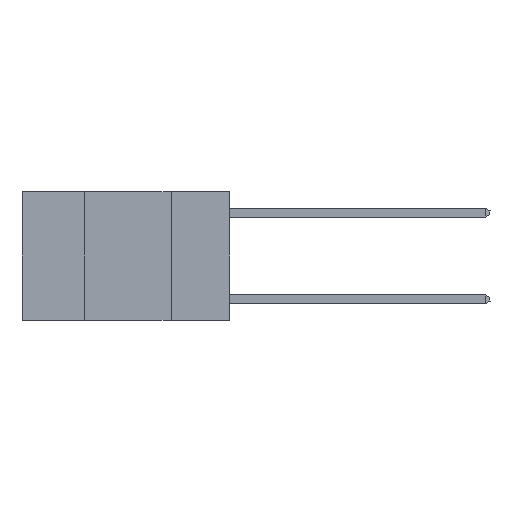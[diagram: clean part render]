
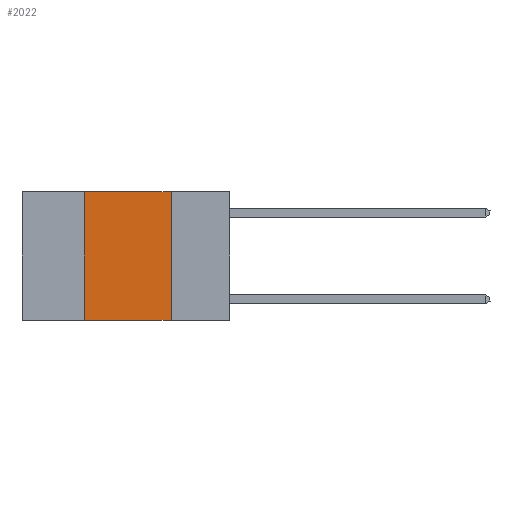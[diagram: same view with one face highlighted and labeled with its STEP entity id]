
A CAD part, left-side view. The second image highlights one B-rep face of the part: STEP entity #2022.
In plain terms, the highlighted planar face has unit normal (-1, 0, 0).
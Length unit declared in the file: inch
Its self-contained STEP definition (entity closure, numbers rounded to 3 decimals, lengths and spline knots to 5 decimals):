
#1801 = DIRECTION ( 'NONE',  ( 0., 0., 1. ) ) ;
#1816 = VERTEX_POINT ( 'NONE', #5104 ) ;
#2022 = ADVANCED_FACE ( 'NONE', ( #9007 ), #7894, .F. ) ;
#2202 = DIRECTION ( 'NONE',  ( 1., 0., 0. ) ) ;
#2807 = LINE ( 'NONE', #12219, #12569 ) ;
#2986 = CARTESIAN_POINT ( 'NONE',  ( 0., 0.42, 0. ) ) ;
#3326 = EDGE_CURVE ( 'NONE', #8197, #1816, #3984, .T. ) ;
#3891 = CARTESIAN_POINT ( 'NONE',  ( 0., 0.17, 0. ) ) ;
#3984 = LINE ( 'NONE', #10817, #4194 ) ;
#4160 = ORIENTED_EDGE ( 'NONE', *, *, #3326, .T. ) ;
#4194 = VECTOR ( 'NONE', #13268, 39.37008 ) ;
#4937 = LINE ( 'NONE', #2986, #6587 ) ;
#5104 = CARTESIAN_POINT ( 'NONE',  ( 0., 0.17, -0.37 ) ) ;
#5160 = VERTEX_POINT ( 'NONE', #3891 ) ;
#5210 = DIRECTION ( 'NONE',  ( 0., 0., -1. ) ) ;
#5527 = EDGE_CURVE ( 'NONE', #8197, #12845, #4937, .T. ) ;
#6164 = ORIENTED_EDGE ( 'NONE', *, *, #14206, .F. ) ;
#6240 = AXIS2_PLACEMENT_3D ( 'NONE', #12435, #2202, #14549 ) ;
#6255 = DIRECTION ( 'NONE',  ( 0., -1., 0. ) ) ;
#6587 = VECTOR ( 'NONE', #1801, 39.37008 ) ;
#7894 = PLANE ( 'NONE',  #6240 ) ;
#7918 = ORIENTED_EDGE ( 'NONE', *, *, #5527, .F. ) ;
#8197 = VERTEX_POINT ( 'NONE', #11795 ) ;
#9007 = FACE_OUTER_BOUND ( 'NONE', #9730, .T. ) ;
#9730 = EDGE_LOOP ( 'NONE', ( #10402, #6164, #7918, #4160 ) ) ;
#9830 = CARTESIAN_POINT ( 'NONE',  ( 0., 0.17, 0. ) ) ;
#10077 = EDGE_CURVE ( 'NONE', #5160, #1816, #10826, .T. ) ;
#10402 = ORIENTED_EDGE ( 'NONE', *, *, #10077, .F. ) ;
#10817 = CARTESIAN_POINT ( 'NONE',  ( 0., 0.6, -0.37 ) ) ;
#10826 = LINE ( 'NONE', #9830, #13820 ) ;
#11795 = CARTESIAN_POINT ( 'NONE',  ( 0., 0.42, -0.37 ) ) ;
#11846 = CARTESIAN_POINT ( 'NONE',  ( 0., 0.42, 0. ) ) ;
#12219 = CARTESIAN_POINT ( 'NONE',  ( 0., 0.6, 0. ) ) ;
#12435 = CARTESIAN_POINT ( 'NONE',  ( 0., 0.6, 0. ) ) ;
#12569 = VECTOR ( 'NONE', #6255, 39.37008 ) ;
#12845 = VERTEX_POINT ( 'NONE', #11846 ) ;
#13268 = DIRECTION ( 'NONE',  ( 0., -1., 0. ) ) ;
#13820 = VECTOR ( 'NONE', #5210, 39.37008 ) ;
#14206 = EDGE_CURVE ( 'NONE', #12845, #5160, #2807, .T. ) ;
#14549 = DIRECTION ( 'NONE',  ( 0., 0., -1. ) ) ;
